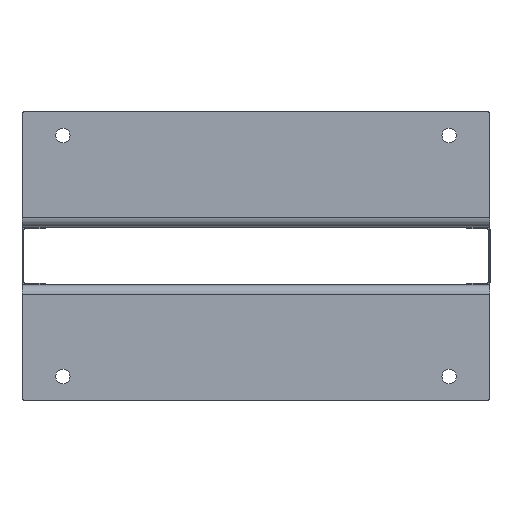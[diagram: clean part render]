
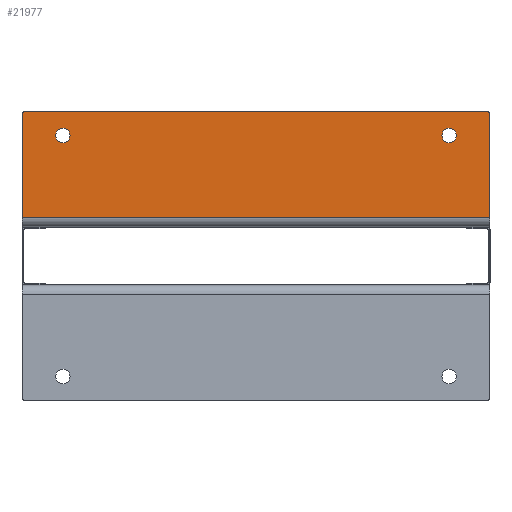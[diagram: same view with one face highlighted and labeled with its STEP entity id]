
A CAD part, front view. The second image highlights one B-rep face of the part: STEP entity #21977.
In plain terms, the highlighted planar face has unit normal (0, -1, 0).
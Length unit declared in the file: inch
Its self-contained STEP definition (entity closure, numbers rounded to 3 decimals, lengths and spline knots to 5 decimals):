
#217 = ORIENTED_EDGE ( 'NONE', *, *, #18683, .T. ) ;
#250 = EDGE_LOOP ( 'NONE', ( #217, #9798 ) ) ;
#631 = CARTESIAN_POINT ( 'NONE',  ( -12.13484, 0., 0.51181 ) ) ;
#1075 = CARTESIAN_POINT ( 'NONE',  ( 12.13484, 0., 5.80315 ) ) ;
#1230 = VERTEX_POINT ( 'NONE', #15170 ) ;
#1498 = DIRECTION ( 'NONE',  ( 0., 0., 1. ) ) ;
#1574 = VECTOR ( 'NONE', #22819, 39.37008 ) ;
#1736 = CIRCLE ( 'NONE', #6973, 0.375 ) ;
#1905 = CARTESIAN_POINT ( 'NONE',  ( 12.13484, 0., 0.19685 ) ) ;
#2038 = AXIS2_PLACEMENT_3D ( 'NONE', #26210, #12025, #13662 ) ;
#2099 = FACE_BOUND ( 'NONE', #24597, .T. ) ;
#2147 = DIRECTION ( 'NONE',  ( 0., 1., 0. ) ) ;
#2956 = VERTEX_POINT ( 'NONE', #15280 ) ;
#3013 = VERTEX_POINT ( 'NONE', #1075 ) ;
#3437 = EDGE_CURVE ( 'NONE', #15653, #2956, #22411, .T. ) ;
#3891 = CARTESIAN_POINT ( 'NONE',  ( 10.01673, 0., 5.125 ) ) ;
#4150 = EDGE_CURVE ( 'NONE', #1230, #20544, #16019, .T. ) ;
#4431 = CARTESIAN_POINT ( 'NONE',  ( -10.01673, 0., 4.375 ) ) ;
#6254 = DIRECTION ( 'NONE',  ( 0., 0., -1. ) ) ;
#6313 = PLANE ( 'NONE',  #23920 ) ;
#6475 = CARTESIAN_POINT ( 'NONE',  ( -11.93799, 0., 6. ) ) ;
#6973 = AXIS2_PLACEMENT_3D ( 'NONE', #15551, #22355, #1498 ) ;
#7687 = DIRECTION ( 'NONE',  ( 1., 0., 0. ) ) ;
#7883 = EDGE_CURVE ( 'NONE', #20544, #1230, #10422, .T. ) ;
#7964 = CARTESIAN_POINT ( 'NONE',  ( -11.93799, 0., 5.80315 ) ) ;
#8165 = AXIS2_PLACEMENT_3D ( 'NONE', #20829, #2147, #18512 ) ;
#8180 = EDGE_CURVE ( 'NONE', #21473, #26585, #1736, .T. ) ;
#8240 = LINE ( 'NONE', #16565, #1574 ) ;
#8365 = FACE_BOUND ( 'NONE', #250, .T. ) ;
#9529 = EDGE_CURVE ( 'NONE', #3013, #2956, #25215, .T. ) ;
#9798 = ORIENTED_EDGE ( 'NONE', *, *, #8180, .T. ) ;
#10412 = DIRECTION ( 'NONE',  ( 0., -1., 0. ) ) ;
#10422 = CIRCLE ( 'NONE', #12157, 0.375 ) ;
#11037 = EDGE_LOOP ( 'NONE', ( #12255, #17147, #25956, #15055, #21614, #19074 ) ) ;
#11188 = EDGE_CURVE ( 'NONE', #25447, #15653, #17149, .T. ) ;
#11578 = VERTEX_POINT ( 'NONE', #13268 ) ;
#12025 = DIRECTION ( 'NONE',  ( 0., 1., 0. ) ) ;
#12157 = AXIS2_PLACEMENT_3D ( 'NONE', #22635, #23033, #12266 ) ;
#12255 = ORIENTED_EDGE ( 'NONE', *, *, #11188, .T. ) ;
#12266 = DIRECTION ( 'NONE',  ( 0., 0., 1. ) ) ;
#12729 = CARTESIAN_POINT ( 'NONE',  ( 12.13484, 0., 0. ) ) ;
#13268 = CARTESIAN_POINT ( 'NONE',  ( 11.93799, 0., 6. ) ) ;
#13620 = CARTESIAN_POINT ( 'NONE',  ( 10.01673, 0., 4.375 ) ) ;
#13662 = DIRECTION ( 'NONE',  ( 0., 0., 1. ) ) ;
#13781 = VECTOR ( 'NONE', #7687, 39.37008 ) ;
#15055 = ORIENTED_EDGE ( 'NONE', *, *, #17513, .F. ) ;
#15170 = CARTESIAN_POINT ( 'NONE',  ( -10.01673, 0., 5.125 ) ) ;
#15280 = CARTESIAN_POINT ( 'NONE',  ( 12.13484, 0., 0.51181 ) ) ;
#15457 = DIRECTION ( 'NONE',  ( 0., 1., 0. ) ) ;
#15551 = CARTESIAN_POINT ( 'NONE',  ( 10.01673, 0., 4.75 ) ) ;
#15567 = AXIS2_PLACEMENT_3D ( 'NONE', #25813, #15457, #21742 ) ;
#15643 = AXIS2_PLACEMENT_3D ( 'NONE', #7964, #18604, #24871 ) ;
#15653 = VERTEX_POINT ( 'NONE', #25026 ) ;
#16019 = CIRCLE ( 'NONE', #8165, 0.375 ) ;
#16039 = CARTESIAN_POINT ( 'NONE',  ( -12.13484, 0., 5.80315 ) ) ;
#16439 = CIRCLE ( 'NONE', #15567, 0.375 ) ;
#16565 = CARTESIAN_POINT ( 'NONE',  ( 12.13484, 0., 6. ) ) ;
#17147 = ORIENTED_EDGE ( 'NONE', *, *, #3437, .T. ) ;
#17149 = LINE ( 'NONE', #631, #18337 ) ;
#17337 = EDGE_CURVE ( 'NONE', #25596, #11578, #8240, .T. ) ;
#17513 = EDGE_CURVE ( 'NONE', #11578, #3013, #18586, .T. ) ;
#18337 = VECTOR ( 'NONE', #21240, 39.37008 ) ;
#18512 = DIRECTION ( 'NONE',  ( 0., 0., 1. ) ) ;
#18586 = CIRCLE ( 'NONE', #2038, 0.19685 ) ;
#18604 = DIRECTION ( 'NONE',  ( 0., 1., 0. ) ) ;
#18683 = EDGE_CURVE ( 'NONE', #26585, #21473, #16439, .T. ) ;
#19050 = ORIENTED_EDGE ( 'NONE', *, *, #4150, .T. ) ;
#19074 = ORIENTED_EDGE ( 'NONE', *, *, #21884, .F. ) ;
#19203 = VECTOR ( 'NONE', #6254, 39.37008 ) ;
#20544 = VERTEX_POINT ( 'NONE', #4431 ) ;
#20829 = CARTESIAN_POINT ( 'NONE',  ( -10.01673, 0., 4.75 ) ) ;
#21240 = DIRECTION ( 'NONE',  ( 0., 0., -1. ) ) ;
#21473 = VERTEX_POINT ( 'NONE', #13620 ) ;
#21614 = ORIENTED_EDGE ( 'NONE', *, *, #17337, .F. ) ;
#21742 = DIRECTION ( 'NONE',  ( 0., 0., 1. ) ) ;
#21746 = CIRCLE ( 'NONE', #15643, 0.19685 ) ;
#21884 = EDGE_CURVE ( 'NONE', #25447, #25596, #21746, .T. ) ;
#21977 = ADVANCED_FACE ( 'NONE', ( #25543, #8365, #2099 ), #6313, .T. ) ;
#22355 = DIRECTION ( 'NONE',  ( 0., 1., 0. ) ) ;
#22411 = LINE ( 'NONE', #26224, #13781 ) ;
#22635 = CARTESIAN_POINT ( 'NONE',  ( -10.01673, 0., 4.75 ) ) ;
#22732 = ORIENTED_EDGE ( 'NONE', *, *, #7883, .T. ) ;
#22819 = DIRECTION ( 'NONE',  ( 1., 0., 0. ) ) ;
#23033 = DIRECTION ( 'NONE',  ( 0., 1., 0. ) ) ;
#23365 = DIRECTION ( 'NONE',  ( 0., 0., -1. ) ) ;
#23920 = AXIS2_PLACEMENT_3D ( 'NONE', #12729, #10412, #23365 ) ;
#24597 = EDGE_LOOP ( 'NONE', ( #19050, #22732 ) ) ;
#24871 = DIRECTION ( 'NONE',  ( 0., 0., -1. ) ) ;
#25026 = CARTESIAN_POINT ( 'NONE',  ( -12.13484, 0., 0.51181 ) ) ;
#25215 = LINE ( 'NONE', #1905, #19203 ) ;
#25447 = VERTEX_POINT ( 'NONE', #16039 ) ;
#25543 = FACE_OUTER_BOUND ( 'NONE', #11037, .T. ) ;
#25596 = VERTEX_POINT ( 'NONE', #6475 ) ;
#25813 = CARTESIAN_POINT ( 'NONE',  ( 10.01673, 0., 4.75 ) ) ;
#25956 = ORIENTED_EDGE ( 'NONE', *, *, #9529, .F. ) ;
#26210 = CARTESIAN_POINT ( 'NONE',  ( 11.93799, 0., 5.80315 ) ) ;
#26224 = CARTESIAN_POINT ( 'NONE',  ( 12.13484, 0., 0.51181 ) ) ;
#26585 = VERTEX_POINT ( 'NONE', #3891 ) ;
